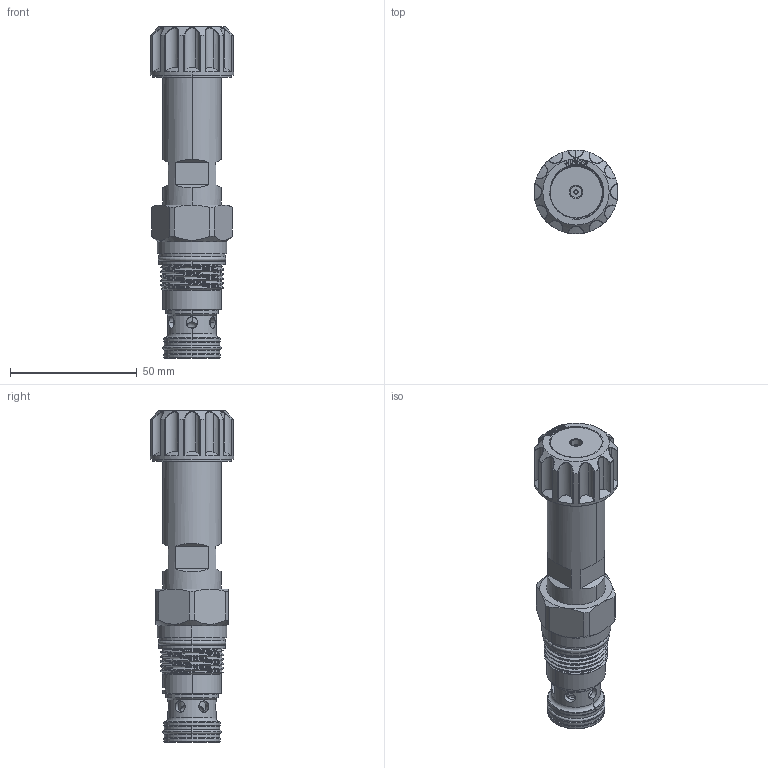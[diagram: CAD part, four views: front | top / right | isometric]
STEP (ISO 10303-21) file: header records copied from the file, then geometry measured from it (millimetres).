
FILE_DESCRIPTION (( 'STEP AP203' ), '1' );
FILE_NAME ('PFH5A2G-P.STEP', '2016-07-26T07:38:37', ( '' ), ( '' ), 'SwSTEP 2.0', 'SolidWorks 2012', '' );
FILE_SCHEMA (( 'CONFIG_CONTROL_DESIGN' ));
Length unit declared in the file: millimetre
Products named in the file (1): PFH5A2G-P
Bounding box: 33.1 x 33.1 x 131.1 mm (x, y, z)
Volume: 58882.6 mm3; surface area: 23021.4 mm2
Topology: 10 solids, 11 shells, 580 faces, 1425 edges, 874 vertices
Faces by surface type: cylinder 242, plane 144, cone 75, torus 58, bspline 31, sphere 30
Entity records: 25150 total; most frequent: CARTESIAN_POINT 11871, ORIENTED_EDGE 2824, DIRECTION 2723, EDGE_CURVE 1412, AXIS2_PLACEMENT_3D 1073, VERTEX_POINT 869, EDGE_LOOP 637, ADVANCED_FACE 580
